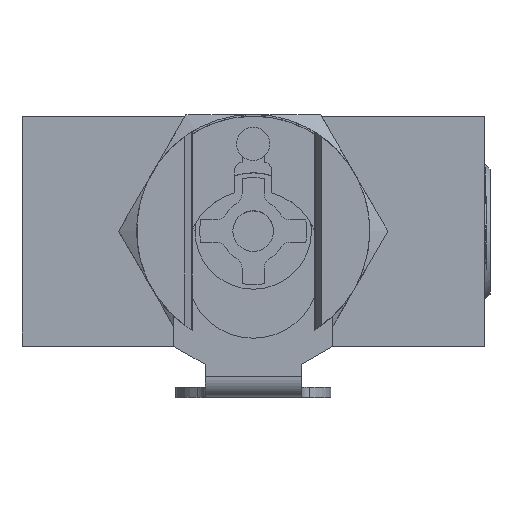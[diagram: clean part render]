
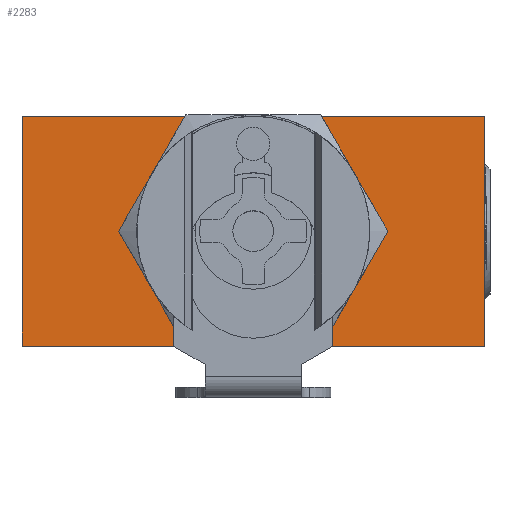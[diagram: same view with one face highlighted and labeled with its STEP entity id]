
A CAD part, top view. The second image highlights one B-rep face of the part: STEP entity #2283.
In plain terms, the highlighted planar face has unit normal (0, 0, 1).
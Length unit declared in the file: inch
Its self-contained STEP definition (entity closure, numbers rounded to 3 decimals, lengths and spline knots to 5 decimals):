
#2283=ADVANCED_FACE('',(#5214,#5215),#5216,.T.);
#5214=FACE_BOUND('',#8875,.T.);
#5215=FACE_OUTER_BOUND('',#8876,.T.);
#5216=PLANE('',#8877);
#8875=EDGE_LOOP('',(#16599));
#8876=EDGE_LOOP('',(#16600,#16601,#16602,#16603));
#8877=AXIS2_PLACEMENT_3D('',#16604,#16605,#16606);
#16599=ORIENTED_EDGE('',*,*,#25029,.F.);
#16600=ORIENTED_EDGE('',*,*,#25030,.T.);
#16601=ORIENTED_EDGE('',*,*,#23328,.T.);
#16602=ORIENTED_EDGE('',*,*,#25023,.T.);
#16603=ORIENTED_EDGE('',*,*,#25027,.T.);
#16604=CARTESIAN_POINT('',(-0.75,-0.38889,0.75));
#16605=DIRECTION('',(0.0,0.0,1.0));
#16606=DIRECTION('',(1.0,0.0,0.0));
#23328=EDGE_CURVE('',#27955,#27953,#27956,.T.);
#25023=EDGE_CURVE('',#27953,#30409,#30411,.T.);
#25027=EDGE_CURVE('',#30409,#30415,#30417,.T.);
#25029=EDGE_CURVE('',#30419,#30419,#30420,.T.);
#25030=EDGE_CURVE('',#30415,#27955,#30421,.T.);
#27953=VERTEX_POINT('',#34759);
#27955=VERTEX_POINT('',#34762);
#27956=LINE('',#34763,#34764);
#30409=VERTEX_POINT('',#38417);
#30411=LINE('',#38420,#38421);
#30415=VERTEX_POINT('',#38426);
#30417=LINE('',#38429,#38430);
#30419=VERTEX_POINT('',#38432);
#30420=CIRCLE('',#38433,0.187);
#30421=LINE('',#38434,#38435);
#34759=CARTESIAN_POINT('',(0.5,-0.38889,0.75));
#34762=CARTESIAN_POINT('',(-0.75,-0.38889,0.75));
#34763=CARTESIAN_POINT('',(-0.75,-0.38889,0.75));
#34764=VECTOR('',#45602,1.0);
#38417=CARTESIAN_POINT('',(0.5,0.23111,0.75));
#38420=CARTESIAN_POINT('',(0.5,-0.38889,0.75));
#38421=VECTOR('',#46849,1.0);
#38426=CARTESIAN_POINT('',(-0.75,0.23111,0.75));
#38429=CARTESIAN_POINT('',(0.5,0.23111,0.75));
#38430=VECTOR('',#46852,1.0);
#38432=CARTESIAN_POINT('',(-0.125,-0.26589,0.75));
#38433=AXIS2_PLACEMENT_3D('',#46853,#46854,#46855);
#38434=CARTESIAN_POINT('',(-0.75,0.23111,0.75));
#38435=VECTOR('',#46856,1.0);
#45602=DIRECTION('',(1.0,0.0,0.0));
#46849=DIRECTION('',(0.0,1.0,0.0));
#46852=DIRECTION('',(-1.0,0.0,0.0));
#46853=CARTESIAN_POINT('',(-0.125,-0.07889,0.75));
#46854=DIRECTION('',(0.0,0.,1.0));
#46855=DIRECTION('',(0.0,-1.0,0.));
#46856=DIRECTION('',(0.0,-1.0,0.0));
